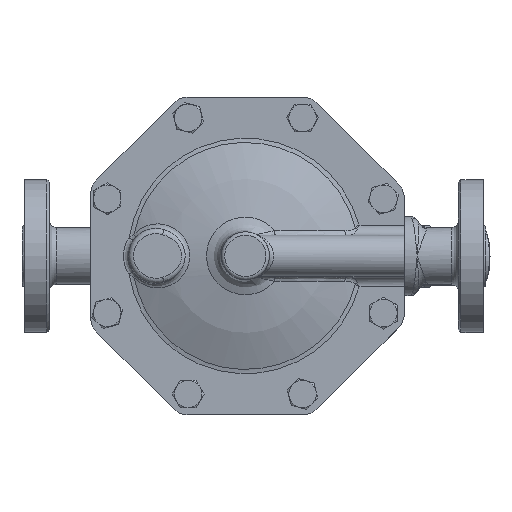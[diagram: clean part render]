
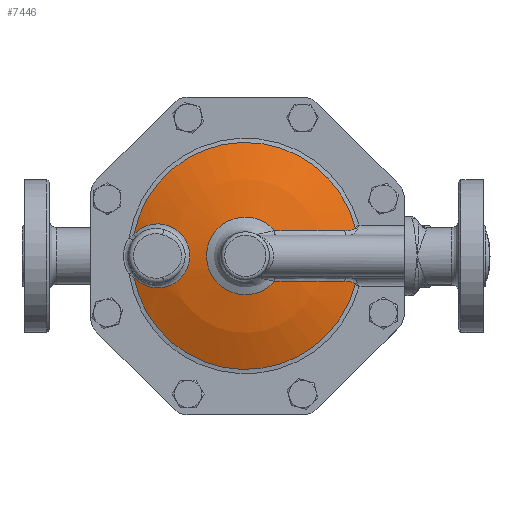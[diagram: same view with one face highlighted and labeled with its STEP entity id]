
A CAD part, top view. The second image highlights one B-rep face of the part: STEP entity #7446.
In plain terms, the highlighted spherical face has radius 160 mm.
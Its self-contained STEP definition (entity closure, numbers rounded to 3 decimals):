
#7010=CARTESIAN_POINT('',(-64.877,-12.508,17.035));
#7011=VERTEX_POINT('',#7010);
#7019=CARTESIAN_POINT('',(-64.877,12.508,17.035));
#7020=VERTEX_POINT('',#7019);
#7021=CARTESIAN_POINT('',(-64.877,-12.508,17.035));
#7022=CARTESIAN_POINT('',(-64.16,-13.301,17.287));
#7023=CARTESIAN_POINT('',(-62.981,-14.399,17.699));
#7024=CARTESIAN_POINT('',(-61.25,-15.636,18.301));
#7025=CARTESIAN_POINT('',(-59.44,-16.712,18.928));
#7026=CARTESIAN_POINT('',(-57.497,-17.553,19.599));
#7027=CARTESIAN_POINT('',(-55.491,-18.135,20.287));
#7028=CARTESIAN_POINT('',(-53.44,-18.548,20.989));
#7029=CARTESIAN_POINT('',(-51.51,-18.687,21.646));
#7030=CARTESIAN_POINT('',(-49.676,-18.613,22.267));
#7031=CARTESIAN_POINT('',(-48.635,-18.504,22.618));
#7032=CARTESIAN_POINT('',(-47.264,-18.283,23.08));
#7033=CARTESIAN_POINT('',(-45.642,-17.893,23.625));
#7034=CARTESIAN_POINT('',(-43.984,-17.288,24.179));
#7035=CARTESIAN_POINT('',(-42.703,-16.693,24.606));
#7036=CARTESIAN_POINT('',(-41.461,-16.028,25.019));
#7037=CARTESIAN_POINT('',(-39.977,-15.063,25.512));
#7038=CARTESIAN_POINT('',(-38.318,-13.691,26.06));
#7039=CARTESIAN_POINT('',(-37.072,-12.391,26.47));
#7040=CARTESIAN_POINT('',(-36.172,-11.273,26.766));
#7041=CARTESIAN_POINT('',(-34.913,-9.509,27.179));
#7042=CARTESIAN_POINT('',(-33.901,-7.537,27.51));
#7043=CARTESIAN_POINT('',(-33.2,-5.465,27.738));
#7044=CARTESIAN_POINT('',(-32.812,-4.052,27.865));
#7045=CARTESIAN_POINT('',(-32.482,-2.233,27.972));
#7046=CARTESIAN_POINT('',(-32.349,-0.015,28.016));
#7047=CARTESIAN_POINT('',(-32.477,2.18,27.974));
#7048=CARTESIAN_POINT('',(-32.865,4.365,27.848));
#7049=CARTESIAN_POINT('',(-33.402,6.13,27.672));
#7050=CARTESIAN_POINT('',(-33.949,7.485,27.494));
#7051=CARTESIAN_POINT('',(-34.569,8.796,27.291));
#7052=CARTESIAN_POINT('',(-35.491,10.371,26.989));
#7053=CARTESIAN_POINT('',(-36.586,11.821,26.63));
#7054=CARTESIAN_POINT('',(-37.552,12.893,26.312));
#7055=CARTESIAN_POINT('',(-38.568,13.896,25.977));
#7056=CARTESIAN_POINT('',(-39.94,15.036,25.524));
#7057=CARTESIAN_POINT('',(-41.733,16.208,24.929));
#7058=CARTESIAN_POINT('',(-43.638,17.16,24.295));
#7059=CARTESIAN_POINT('',(-46.265,18.123,23.417));
#7060=CARTESIAN_POINT('',(-49.048,18.637,22.48));
#7061=CARTESIAN_POINT('',(-51.497,18.667,21.65));
#7062=CARTESIAN_POINT('',(-52.88,18.569,21.179));
#7063=CARTESIAN_POINT('',(-54.609,18.349,20.59));
#7064=CARTESIAN_POINT('',(-56.49,17.892,19.945));
#7065=CARTESIAN_POINT('',(-58.459,17.136,19.267));
#7066=CARTESIAN_POINT('',(-59.876,16.451,18.777));
#7067=CARTESIAN_POINT('',(-61.243,15.641,18.303));
#7068=CARTESIAN_POINT('',(-62.979,14.4,17.699));
#7069=CARTESIAN_POINT('',(-64.16,13.301,17.287));
#7070=CARTESIAN_POINT('',(-64.877,12.508,17.035));
#7071=B_SPLINE_CURVE_WITH_KNOTS('',3,(#7021,#7022,#7023,#7024,#7025,#7026,#7027,#7028,#7029,#7030,#7031,#7032,#7033,#7034,#7035,#7036,#7037,#7038,#7039,#7040,#7041,#7042,#7043,#7044,#7045,#7046,#7047,#7048,#7049,#7050,#7051,#7052,#7053,#7054,#7055,#7056,#7057,#7058,#7059,#7060,#7061,#7062,#7063,#7064,#7065,#7066,#7067,#7068,#7069,#7070),.UNSPECIFIED.,.F.,.U.,(4,1,1,1,1,1,1,1,1,1,1,1,1,1,1,1,1,1,1,1,1,1,1,1,1,1,1,1,1,1,1,1,1,1,1,1,1,1,1,1,1,1,1,1,1,1,1,4),(-9.4,-9.064,-8.896,-8.728,-8.393,-8.225,-8.057,-7.721,-7.609,-7.47,-7.386,-7.162,-6.938,-6.826,-6.714,-6.49,-6.267,-6.043,-5.931,-5.819,-5.371,-5.259,-5.148,-4.924,-4.7,-4.476,-4.252,-4.029,-3.917,-3.805,-3.581,-3.357,-3.245,-3.133,-2.909,-2.686,-2.462,-2.238,-1.79,-1.567,-1.455,-1.343,-1.007,-0.839,-0.671,-0.504,-0.336,0.0),.UNSPECIFIED.);
#7072=EDGE_CURVE('',#7011,#7020,#7071,.T.);
#7300=CARTESIAN_POINT('',(63.991,-16.453,17.035));
#7301=VERTEX_POINT('',#7300);
#7312=CARTESIAN_POINT('',(0.,0.,17.035));
#7313=DIRECTION('',(0.0,0.0,-1.0));
#7314=DIRECTION('',(-1.0,0.0,0.0));
#7315=AXIS2_PLACEMENT_3D('',#7312,#7313,#7314);
#7316=CIRCLE('',#7315,66.072);
#7317=EDGE_CURVE('',#7301,#7011,#7316,.T.);
#7346=CARTESIAN_POINT('',(63.991,16.453,17.035));
#7347=VERTEX_POINT('',#7346);
#7348=CARTESIAN_POINT('',(0.,0.,17.035));
#7349=DIRECTION('',(0.0,0.0,-1.0));
#7350=DIRECTION('',(-1.0,0.0,0.0));
#7351=AXIS2_PLACEMENT_3D('',#7348,#7349,#7350);
#7352=CIRCLE('',#7351,66.072);
#7353=EDGE_CURVE('',#7020,#7347,#7352,.T.);
#7377=CARTESIAN_POINT('',(0.0,0.0,-128.685));
#7378=DIRECTION('',(0.0,0.0,1.0));
#7379=DIRECTION('',(1.0,0.0,0.0));
#7380=AXIS2_PLACEMENT_3D('',#7377,#7378,#7379);
#7381=SPHERICAL_SURFACE('',#7380,160.0);
#7382=ORIENTED_EDGE('',*,*,#7072,.F.);
#7383=ORIENTED_EDGE('',*,*,#7317,.F.);
#7384=CARTESIAN_POINT('',(57.965,-14.724,19.717));
#7385=VERTEX_POINT('',#7384);
#7386=CARTESIAN_POINT('',(57.965,-14.724,19.717));
#7387=CARTESIAN_POINT('',(58.35,-14.724,19.567));
#7388=CARTESIAN_POINT('',(58.969,-14.742,19.32));
#7389=CARTESIAN_POINT('',(59.894,-14.821,18.94));
#7390=CARTESIAN_POINT('',(60.733,-14.939,18.586));
#7391=CARTESIAN_POINT('',(61.478,-15.102,18.259));
#7392=CARTESIAN_POINT('',(62.06,-15.276,17.996));
#7393=CARTESIAN_POINT('',(62.523,-15.443,17.781));
#7394=CARTESIAN_POINT('',(62.939,-15.633,17.583));
#7395=CARTESIAN_POINT('',(63.334,-15.861,17.388));
#7396=CARTESIAN_POINT('',(63.677,-16.108,17.212));
#7397=CARTESIAN_POINT('',(63.896,-16.33,17.091));
#7398=CARTESIAN_POINT('',(63.991,-16.453,17.035));
#7399=B_SPLINE_CURVE_WITH_KNOTS('',3,(#7386,#7387,#7388,#7389,#7390,#7391,#7392,#7393,#7394,#7395,#7396,#7397,#7398),.UNSPECIFIED.,.F.,.U.,(4,1,1,1,1,1,1,1,1,1,4),(-0.707,-0.581,-0.505,-0.404,-0.303,-0.253,-0.202,-0.139,-0.101,-0.051,0.),.UNSPECIFIED.);
#7400=EDGE_CURVE('',#7385,#7301,#7399,.T.);
#7401=ORIENTED_EDGE('',*,*,#7400,.F.);
#7402=CARTESIAN_POINT('',(17.13,-14.724,29.712));
#7403=VERTEX_POINT('',#7402);
#7404=CARTESIAN_POINT('',(0.,-14.724,-128.685));
#7405=DIRECTION('',(0.,1.,0.));
#7406=DIRECTION('',(-0.108,0.,-0.994));
#7407=AXIS2_PLACEMENT_3D('',#7404,#7405,#7406);
#7408=CIRCLE('',#7407,159.321);
#7409=EDGE_CURVE('',#7403,#7385,#7408,.T.);
#7410=ORIENTED_EDGE('',*,*,#7409,.F.);
#7411=CARTESIAN_POINT('',(17.13,14.724,29.712));
#7412=VERTEX_POINT('',#7411);
#7413=CARTESIAN_POINT('',(0.,0.,29.712));
#7414=DIRECTION('',(0.0,0.0,1.0));
#7415=DIRECTION('',(-1.0,0.0,0.0));
#7416=AXIS2_PLACEMENT_3D('',#7413,#7414,#7415);
#7417=CIRCLE('',#7416,22.588);
#7418=EDGE_CURVE('',#7412,#7403,#7417,.T.);
#7419=ORIENTED_EDGE('',*,*,#7418,.F.);
#7420=CARTESIAN_POINT('',(57.965,14.724,19.717));
#7421=VERTEX_POINT('',#7420);
#7422=CARTESIAN_POINT('',(0.0,14.724,-128.685));
#7423=DIRECTION('',(0.0,-1.,0.0));
#7424=DIRECTION('',(-0.108,0.0,-0.994));
#7425=AXIS2_PLACEMENT_3D('',#7422,#7423,#7424);
#7426=CIRCLE('',#7425,159.321);
#7427=EDGE_CURVE('',#7421,#7412,#7426,.T.);
#7428=ORIENTED_EDGE('',*,*,#7427,.F.);
#7429=CARTESIAN_POINT('',(63.991,16.453,17.035));
#7430=CARTESIAN_POINT('',(63.896,16.33,17.091));
#7431=CARTESIAN_POINT('',(63.677,16.108,17.212));
#7432=CARTESIAN_POINT('',(63.303,15.838,17.404));
#7433=CARTESIAN_POINT('',(62.904,15.616,17.6));
#7434=CARTESIAN_POINT('',(62.349,15.369,17.864));
#7435=CARTESIAN_POINT('',(61.339,15.042,18.325));
#7436=CARTESIAN_POINT('',(60.278,14.861,18.781));
#7437=CARTESIAN_POINT('',(59.047,14.746,19.289));
#7438=CARTESIAN_POINT('',(58.427,14.724,19.537));
#7439=CARTESIAN_POINT('',(57.965,14.724,19.717));
#7440=B_SPLINE_CURVE_WITH_KNOTS('',3,(#7429,#7430,#7431,#7432,#7433,#7434,#7435,#7436,#7437,#7438,#7439),.UNSPECIFIED.,.F.,.U.,(4,1,1,1,1,1,1,1,4),(-0.707,-0.657,-0.606,-0.556,-0.505,-0.404,-0.202,-0.152,0.),.UNSPECIFIED.);
#7441=EDGE_CURVE('',#7347,#7421,#7440,.T.);
#7442=ORIENTED_EDGE('',*,*,#7441,.F.);
#7443=ORIENTED_EDGE('',*,*,#7353,.F.);
#7444=EDGE_LOOP('',(#7382,#7383,#7401,#7410,#7419,#7428,#7442,#7443));
#7445=FACE_OUTER_BOUND('',#7444,.T.);
#7446=ADVANCED_FACE('',(#7445),#7381,.T.);
